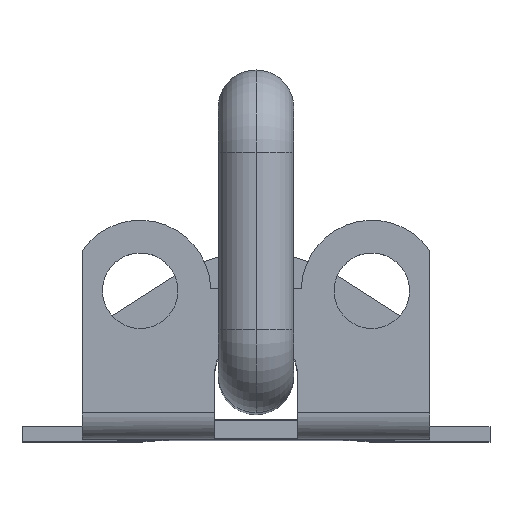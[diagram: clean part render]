
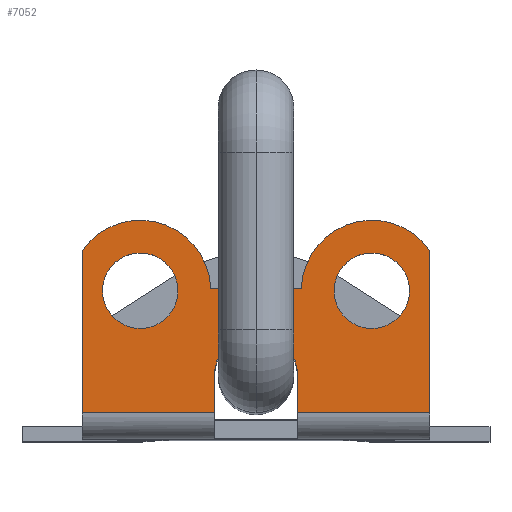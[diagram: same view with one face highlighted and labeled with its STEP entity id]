
A CAD part, top view. The second image highlights one B-rep face of the part: STEP entity #7052.
In plain terms, the highlighted planar face has unit normal (0, 0, 1).
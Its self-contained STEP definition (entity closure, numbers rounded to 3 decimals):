
#60 = VERTEX_POINT ( 'NONE', #4309 ) ;
#136 = DIRECTION ( 'NONE',  ( 0., 0., 1. ) ) ;
#556 = EDGE_CURVE ( 'NONE', #4486, #5547, #1027, .T. ) ;
#679 = CARTESIAN_POINT ( 'NONE',  ( 23., 3.5, 55. ) ) ;
#753 = VERTEX_POINT ( 'NONE', #7668 ) ;
#918 = ORIENTED_EDGE ( 'NONE', *, *, #12885, .F. ) ;
#983 = ORIENTED_EDGE ( 'NONE', *, *, #16161, .F. ) ;
#1027 = LINE ( 'NONE', #2255, #10501 ) ;
#1080 = CARTESIAN_POINT ( 'NONE',  ( -5.5, 8.5, 55. ) ) ;
#1097 = DIRECTION ( 'NONE',  ( 1., 0., 0. ) ) ;
#1147 = CARTESIAN_POINT ( 'NONE',  ( 5.5, 8.5, 55. ) ) ;
#1184 = CARTESIAN_POINT ( 'NONE',  ( -23., 3.5, 55. ) ) ;
#1278 = CIRCLE ( 'NONE', #15242, 5. ) ;
#1296 = EDGE_CURVE ( 'NONE', #753, #15367, #15904, .T. ) ;
#1383 = ORIENTED_EDGE ( 'NONE', *, *, #5956, .F. ) ;
#1759 = DIRECTION ( 'NONE',  ( 1., 0., 0. ) ) ;
#1869 = CIRCLE ( 'NONE', #7630, 9.342 ) ;
#1872 = VECTOR ( 'NONE', #8776, 1000. ) ;
#1898 = DIRECTION ( 'NONE',  ( 1., 0., 0. ) ) ;
#1901 = VERTEX_POINT ( 'NONE', #11473 ) ;
#2190 = CIRCLE ( 'NONE', #14026, 5. ) ;
#2255 = CARTESIAN_POINT ( 'NONE',  ( -5.5, 8.5, 55. ) ) ;
#2273 = ORIENTED_EDGE ( 'NONE', *, *, #12667, .F. ) ;
#2402 = FACE_BOUND ( 'NONE', #13548, .T. ) ;
#2447 = LINE ( 'NONE', #12437, #7977 ) ;
#2480 = DIRECTION ( 'NONE',  ( 0., 0., 1. ) ) ;
#2551 = CARTESIAN_POINT ( 'NONE',  ( -5.5, 3.5, 55. ) ) ;
#2778 = VECTOR ( 'NONE', #4351, 1000. ) ;
#2982 = CARTESIAN_POINT ( 'NONE',  ( 15.336, 19.658, 55. ) ) ;
#3695 = ORIENTED_EDGE ( 'NONE', *, *, #8467, .F. ) ;
#3982 = DIRECTION ( 'NONE',  ( 1., 0., 0. ) ) ;
#4309 = CARTESIAN_POINT ( 'NONE',  ( 23., 3.5, 55. ) ) ;
#4351 = DIRECTION ( 'NONE',  ( -1., 0., 0. ) ) ;
#4486 = VERTEX_POINT ( 'NONE', #1080 ) ;
#4562 = ORIENTED_EDGE ( 'NONE', *, *, #5619, .F. ) ;
#4590 = AXIS2_PLACEMENT_3D ( 'NONE', #6780, #12910, #1759 ) ;
#4631 = VECTOR ( 'NONE', #3982, 1000. ) ;
#4801 = CARTESIAN_POINT ( 'NONE',  ( 23., 3.5, 55. ) ) ;
#4873 = AXIS2_PLACEMENT_3D ( 'NONE', #13643, #16257, #1097 ) ;
#5079 = ORIENTED_EDGE ( 'NONE', *, *, #11402, .F. ) ;
#5100 = DIRECTION ( 'NONE',  ( 1., 0., 0. ) ) ;
#5262 = CARTESIAN_POINT ( 'NONE',  ( 5.5, 3.5, 55. ) ) ;
#5547 = VERTEX_POINT ( 'NONE', #2551 ) ;
#5619 = EDGE_CURVE ( 'NONE', #5547, #7656, #15539, .T. ) ;
#5712 = DIRECTION ( 'NONE',  ( 0., 0., -1. ) ) ;
#5738 = CARTESIAN_POINT ( 'NONE',  ( 15.336, 19.658, 55. ) ) ;
#5744 = VECTOR ( 'NONE', #6475, 1000. ) ;
#5824 = CARTESIAN_POINT ( 'NONE',  ( -15.336, 19.658, 55. ) ) ;
#5956 = EDGE_CURVE ( 'NONE', #7524, #13145, #11742, .T. ) ;
#6323 = CARTESIAN_POINT ( 'NONE',  ( -20.336, 19.658, 55. ) ) ;
#6364 = EDGE_LOOP ( 'NONE', ( #1383, #6759 ) ) ;
#6463 = CARTESIAN_POINT ( 'NONE',  ( 0., 8.5, 55. ) ) ;
#6475 = DIRECTION ( 'NONE',  ( 0., 1., 0. ) ) ;
#6504 = ORIENTED_EDGE ( 'NONE', *, *, #556, .F. ) ;
#6759 = ORIENTED_EDGE ( 'NONE', *, *, #15477, .F. ) ;
#6780 = CARTESIAN_POINT ( 'NONE',  ( 23., 3.5, 55. ) ) ;
#7052 = ADVANCED_FACE ( 'NONE', ( #13288, #11706, #2402 ), #9214, .T. ) ;
#7372 = VERTEX_POINT ( 'NONE', #13008 ) ;
#7486 = ORIENTED_EDGE ( 'NONE', *, *, #12319, .F. ) ;
#7524 = VERTEX_POINT ( 'NONE', #8304 ) ;
#7630 = AXIS2_PLACEMENT_3D ( 'NONE', #5824, #5712, #1898 ) ;
#7656 = VERTEX_POINT ( 'NONE', #9751 ) ;
#7668 = CARTESIAN_POINT ( 'NONE',  ( -10.336, 19.658, 55. ) ) ;
#7879 = CARTESIAN_POINT ( 'NONE',  ( -6., 20., 55. ) ) ;
#7969 = DIRECTION ( 'NONE',  ( 1., 0., 0. ) ) ;
#7977 = VECTOR ( 'NONE', #15132, 1000. ) ;
#7991 = LINE ( 'NONE', #7879, #4631 ) ;
#8029 = ORIENTED_EDGE ( 'NONE', *, *, #9062, .F. ) ;
#8185 = LINE ( 'NONE', #4801, #1872 ) ;
#8304 = CARTESIAN_POINT ( 'NONE',  ( 20.336, 19.658, 55. ) ) ;
#8360 = VERTEX_POINT ( 'NONE', #1147 ) ;
#8398 = AXIS2_PLACEMENT_3D ( 'NONE', #5738, #9711, #16009 ) ;
#8467 = EDGE_CURVE ( 'NONE', #9602, #8360, #10477, .T. ) ;
#8546 = LINE ( 'NONE', #1184, #14907 ) ;
#8776 = DIRECTION ( 'NONE',  ( 0., 1., 0. ) ) ;
#8885 = DIRECTION ( 'NONE',  ( 1., 0., 0. ) ) ;
#8900 = CARTESIAN_POINT ( 'NONE',  ( 10.336, 19.658, 55. ) ) ;
#9062 = EDGE_CURVE ( 'NONE', #60, #9602, #2447, .T. ) ;
#9083 = EDGE_CURVE ( 'NONE', #15367, #753, #1278, .T. ) ;
#9106 = EDGE_CURVE ( 'NONE', #60, #7372, #8185, .T. ) ;
#9214 = PLANE ( 'NONE',  #4590 ) ;
#9228 = DIRECTION ( 'NONE',  ( 0., 1., 0. ) ) ;
#9261 = VERTEX_POINT ( 'NONE', #12908 ) ;
#9410 = CIRCLE ( 'NONE', #12862, 5.5 ) ;
#9602 = VERTEX_POINT ( 'NONE', #5262 ) ;
#9711 = DIRECTION ( 'NONE',  ( 0., 0., 1. ) ) ;
#9751 = CARTESIAN_POINT ( 'NONE',  ( -23., 3.5, 55. ) ) ;
#10020 = EDGE_LOOP ( 'NONE', ( #3695, #8029, #10379, #918, #2273, #7486, #983, #4562, #6504, #5079 ) ) ;
#10050 = CARTESIAN_POINT ( 'NONE',  ( -15.336, 19.658, 55. ) ) ;
#10327 = ORIENTED_EDGE ( 'NONE', *, *, #9083, .F. ) ;
#10379 = ORIENTED_EDGE ( 'NONE', *, *, #9106, .T. ) ;
#10477 = LINE ( 'NONE', #11458, #5744 ) ;
#10501 = VECTOR ( 'NONE', #15962, 1000. ) ;
#10874 = VERTEX_POINT ( 'NONE', #14680 ) ;
#11402 = EDGE_CURVE ( 'NONE', #8360, #4486, #9410, .T. ) ;
#11458 = CARTESIAN_POINT ( 'NONE',  ( 5.5, 0., 55. ) ) ;
#11473 = CARTESIAN_POINT ( 'NONE',  ( 6., 20., 55. ) ) ;
#11706 = FACE_BOUND ( 'NONE', #6364, .T. ) ;
#11742 = CIRCLE ( 'NONE', #8398, 5. ) ;
#12319 = EDGE_CURVE ( 'NONE', #9261, #10874, #1869, .T. ) ;
#12437 = CARTESIAN_POINT ( 'NONE',  ( 23., 3.5, 55. ) ) ;
#12667 = EDGE_CURVE ( 'NONE', #10874, #1901, #7991, .T. ) ;
#12845 = ORIENTED_EDGE ( 'NONE', *, *, #1296, .F. ) ;
#12862 = AXIS2_PLACEMENT_3D ( 'NONE', #6463, #15350, #8885 ) ;
#12885 = EDGE_CURVE ( 'NONE', #1901, #7372, #15354, .T. ) ;
#12908 = CARTESIAN_POINT ( 'NONE',  ( -23., 25., 55. ) ) ;
#12910 = DIRECTION ( 'NONE',  ( 0., 0., 1. ) ) ;
#13008 = CARTESIAN_POINT ( 'NONE',  ( 23., 25., 55. ) ) ;
#13145 = VERTEX_POINT ( 'NONE', #8900 ) ;
#13288 = FACE_OUTER_BOUND ( 'NONE', #10020, .T. ) ;
#13548 = EDGE_LOOP ( 'NONE', ( #12845, #10327 ) ) ;
#13643 = CARTESIAN_POINT ( 'NONE',  ( 15.336, 19.658, 55. ) ) ;
#14026 = AXIS2_PLACEMENT_3D ( 'NONE', #2982, #14305, #7969 ) ;
#14139 = CARTESIAN_POINT ( 'NONE',  ( -15.336, 19.658, 55. ) ) ;
#14305 = DIRECTION ( 'NONE',  ( 0., 0., 1. ) ) ;
#14680 = CARTESIAN_POINT ( 'NONE',  ( -6., 20., 55. ) ) ;
#14873 = AXIS2_PLACEMENT_3D ( 'NONE', #14139, #136, #5100 ) ;
#14907 = VECTOR ( 'NONE', #9228, 1000. ) ;
#15132 = DIRECTION ( 'NONE',  ( -1., 0., 0. ) ) ;
#15191 = DIRECTION ( 'NONE',  ( 1., 0., 0. ) ) ;
#15242 = AXIS2_PLACEMENT_3D ( 'NONE', #10050, #2480, #15191 ) ;
#15350 = DIRECTION ( 'NONE',  ( 0., 0., 1. ) ) ;
#15354 = CIRCLE ( 'NONE', #4873, 9.342 ) ;
#15367 = VERTEX_POINT ( 'NONE', #6323 ) ;
#15477 = EDGE_CURVE ( 'NONE', #13145, #7524, #2190, .T. ) ;
#15539 = LINE ( 'NONE', #679, #2778 ) ;
#15904 = CIRCLE ( 'NONE', #14873, 5. ) ;
#15962 = DIRECTION ( 'NONE',  ( 0., -1., 0. ) ) ;
#16009 = DIRECTION ( 'NONE',  ( 1., 0., 0. ) ) ;
#16161 = EDGE_CURVE ( 'NONE', #7656, #9261, #8546, .T. ) ;
#16257 = DIRECTION ( 'NONE',  ( 0., 0., -1. ) ) ;
